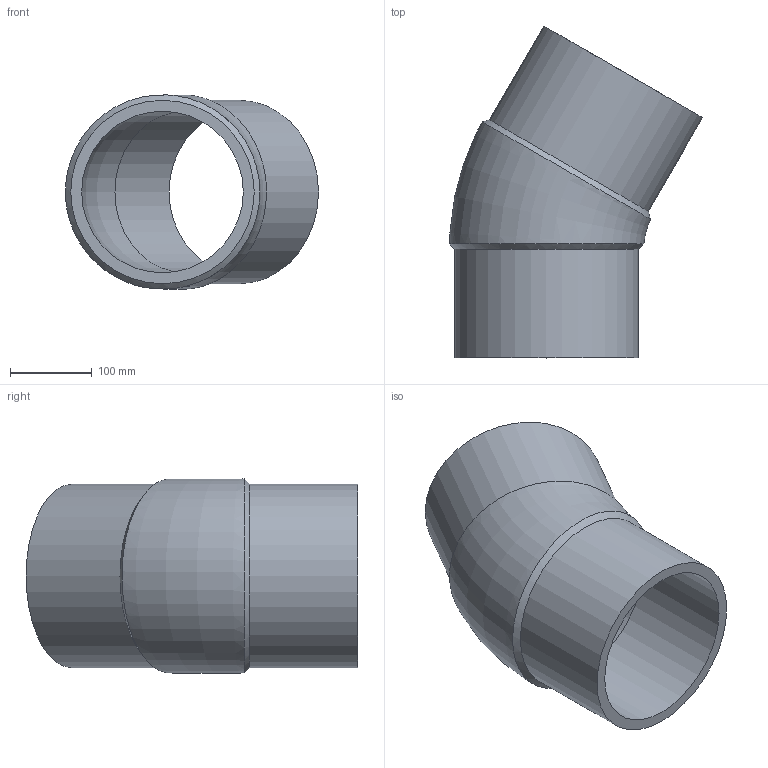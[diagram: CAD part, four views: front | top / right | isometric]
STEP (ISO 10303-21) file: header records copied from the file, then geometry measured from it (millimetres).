
FILE_DESCRIPTION(/* description */ ('PE100 Bend 30° with long ends, Ø225, SDR17 PN10'),/* implementation_level */ '2;1');
FILE_NAME(/* name */ 'KEL17-225',/* time_stamp */ '2022-07-06T16:13:39+02:00',/* author */ ('COAB Solutions'),/* organization */ ('GPA Flowsystem'),/* preprocessor_version */ 'ST-DEVELOPER v18.1',/* originating_system */ 'www.coabsolutions.com',/* authorisation */ '');
FILE_SCHEMA (('AUTOMOTIVE_DESIGN { 1 0 10303 214 3 1 1 }'));
Length unit declared in the file: millimetre
Products named in the file (1): KEL17-225
Bounding box: 310.46 x 407.06 x 238.08 mm (x, y, z)
Volume: 3818077.3 mm3; surface area: 522686.4 mm2
Topology: 1 solids, 1 shells, 10 faces, 20 edges, 12 vertices
Faces by surface type: cylinder 4, bspline 2, torus 2, plane 2
Full cylindrical faces by diameter (mm): 198.2 x2, 225 x2
Entity records: 555 total; most frequent: CARTESIAN_POINT 299, DIRECTION 48, ORIENTED_EDGE 40, AXIS2_PLACEMENT_3D 21, EDGE_CURVE 20, EDGE_LOOP 12, CIRCLE 12, VERTEX_POINT 12
